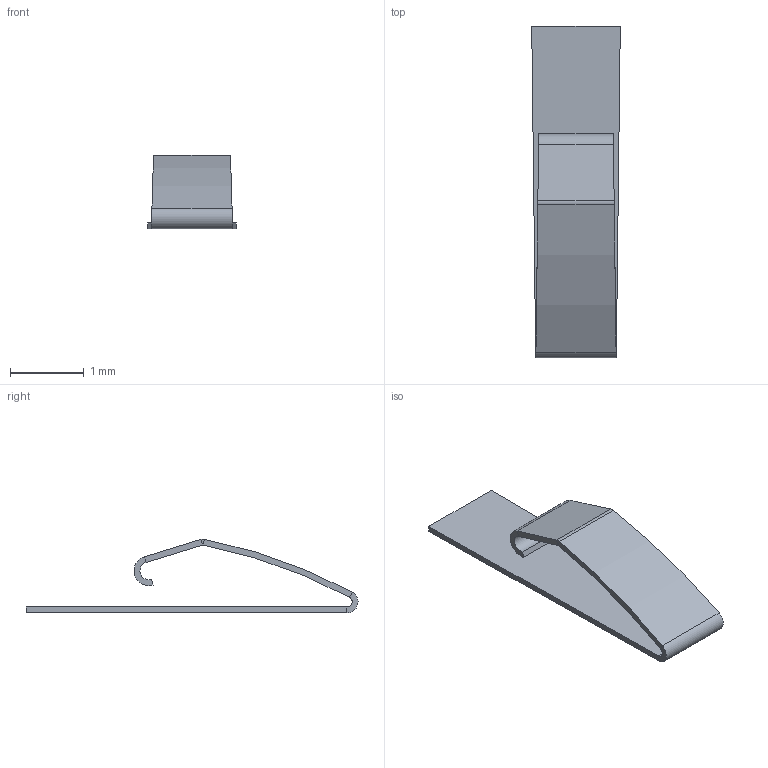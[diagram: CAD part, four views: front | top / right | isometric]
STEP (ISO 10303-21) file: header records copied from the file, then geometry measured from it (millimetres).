
FILE_DESCRIPTION(('FreeCAD Model'),'2;1');
FILE_NAME('Open CASCADE Shape Model','2026-01-03T01:29:42',(''),(''), 'Open CASCADE STEP processor 7.8','FreeCAD','Unknown');
FILE_SCHEMA(('AUTOMOTIVE_DESIGN { 1 0 10303 214 1 1 1 1 }'));
Length unit declared in the file: millimetre
Products named in the file (1): 1447360-8_compressed_1mm
Bounding box: 1.2 x 4.5 x 1 mm (x, y, z)
Volume: 0.7 mm3; surface area: 19.3 mm2
Topology: 1 solids, 1 shells, 26 faces, 52 edges, 28 vertices
Faces by surface type: bspline 16, plane 10
Entity records: 1539 total; most frequent: CARTESIAN_POINT 648, ORIENTED_EDGE 104, PCURVE 104, DEFINITIONAL_REPRESENTATION 104, B_SPLINE_CURVE_WITH_KNOTS 92, DIRECTION 86, LINE 64, VECTOR 64
